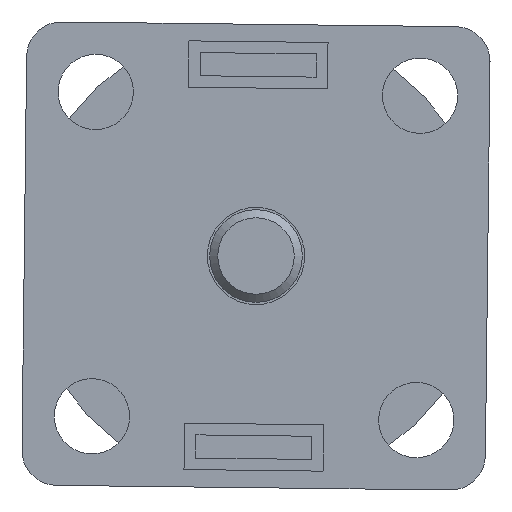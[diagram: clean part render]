
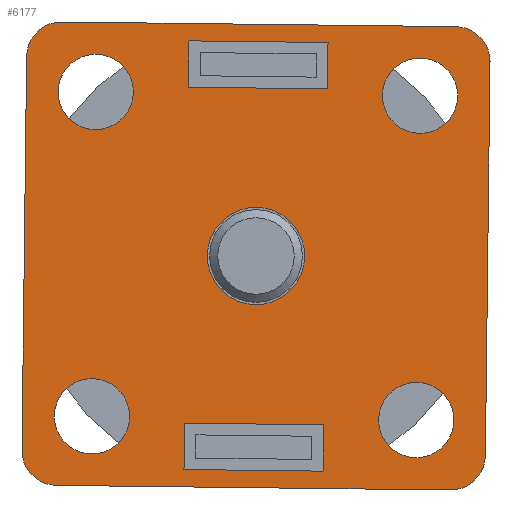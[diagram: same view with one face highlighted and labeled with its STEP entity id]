
A CAD part, front view. The second image highlights one B-rep face of the part: STEP entity #6177.
In plain terms, the highlighted face is planar.
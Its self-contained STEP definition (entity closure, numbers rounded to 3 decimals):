
#367=FACE_BOUND('',#1052,.T.);
#368=FACE_BOUND('',#1053,.T.);
#369=FACE_BOUND('',#1054,.T.);
#370=FACE_BOUND('',#1055,.T.);
#371=FACE_BOUND('',#1056,.T.);
#372=FACE_BOUND('',#1057,.T.);
#373=FACE_BOUND('',#1058,.T.);
#398=PLANE('',#6690);
#695=FACE_OUTER_BOUND('',#1051,.T.);
#1051=EDGE_LOOP('',(#4403,#4404,#4405,#4406,#4407,#4408,#4409,#4410));
#1052=EDGE_LOOP('',(#4411,#4412));
#1053=EDGE_LOOP('',(#4413,#4414));
#1054=EDGE_LOOP('',(#4415,#4416));
#1055=EDGE_LOOP('',(#4417,#4418));
#1056=EDGE_LOOP('',(#4419,#4420,#4421,#4422));
#1057=EDGE_LOOP('',(#4423,#4424,#4425,#4426));
#1058=EDGE_LOOP('',(#4427,#4428));
#1459=LINE('',#9299,#1920);
#1460=LINE('',#9303,#1921);
#1461=LINE('',#9307,#1922);
#1462=LINE('',#9311,#1923);
#1463=LINE('',#9315,#1924);
#1464=LINE('',#9317,#1925);
#1465=LINE('',#9319,#1926);
#1466=LINE('',#9320,#1927);
#1467=LINE('',#9323,#1928);
#1468=LINE('',#9325,#1929);
#1469=LINE('',#9327,#1930);
#1470=LINE('',#9328,#1931);
#1920=VECTOR('',#7452,1000.);
#1921=VECTOR('',#7455,1000.);
#1922=VECTOR('',#7458,1000.);
#1923=VECTOR('',#7461,1000.);
#1924=VECTOR('',#7464,1000.);
#1925=VECTOR('',#7465,1000.);
#1926=VECTOR('',#7466,1000.);
#1927=VECTOR('',#7467,1000.);
#1928=VECTOR('',#7468,1000.);
#1929=VECTOR('',#7469,1000.);
#1930=VECTOR('',#7470,1000.);
#1931=VECTOR('',#7471,1000.);
#2343=CIRCLE('',#6642,3.25);
#2344=CIRCLE('',#6643,3.25);
#2345=CIRCLE('',#6645,3.25);
#2346=CIRCLE('',#6646,3.25);
#2347=CIRCLE('',#6648,3.25);
#2348=CIRCLE('',#6649,3.25);
#2349=CIRCLE('',#6651,3.25);
#2350=CIRCLE('',#6652,3.25);
#2352=CIRCLE('',#6655,4.2);
#2353=CIRCLE('',#6656,4.2);
#2376=CIRCLE('',#6691,3.);
#2377=CIRCLE('',#6692,3.);
#2378=CIRCLE('',#6693,3.);
#2379=CIRCLE('',#6694,3.);
#2617=VERTEX_POINT('',#9101);
#2618=VERTEX_POINT('',#9103);
#2619=VERTEX_POINT('',#9107);
#2620=VERTEX_POINT('',#9109);
#2621=VERTEX_POINT('',#9113);
#2622=VERTEX_POINT('',#9115);
#2623=VERTEX_POINT('',#9119);
#2624=VERTEX_POINT('',#9121);
#2627=VERTEX_POINT('',#9128);
#2628=VERTEX_POINT('',#9130);
#2677=VERTEX_POINT('',#9297);
#2678=VERTEX_POINT('',#9298);
#2679=VERTEX_POINT('',#9300);
#2680=VERTEX_POINT('',#9302);
#2681=VERTEX_POINT('',#9304);
#2682=VERTEX_POINT('',#9306);
#2683=VERTEX_POINT('',#9308);
#2684=VERTEX_POINT('',#9310);
#2685=VERTEX_POINT('',#9313);
#2686=VERTEX_POINT('',#9314);
#2687=VERTEX_POINT('',#9316);
#2688=VERTEX_POINT('',#9318);
#2689=VERTEX_POINT('',#9321);
#2690=VERTEX_POINT('',#9322);
#2691=VERTEX_POINT('',#9324);
#2692=VERTEX_POINT('',#9326);
#3275=EDGE_CURVE('',#2617,#2618,#2343,.T.);
#3276=EDGE_CURVE('',#2618,#2617,#2344,.T.);
#3278=EDGE_CURVE('',#2619,#2620,#2345,.T.);
#3279=EDGE_CURVE('',#2620,#2619,#2346,.T.);
#3281=EDGE_CURVE('',#2621,#2622,#2347,.T.);
#3282=EDGE_CURVE('',#2622,#2621,#2348,.T.);
#3284=EDGE_CURVE('',#2623,#2624,#2349,.T.);
#3285=EDGE_CURVE('',#2624,#2623,#2350,.T.);
#3288=EDGE_CURVE('',#2628,#2627,#2352,.T.);
#3289=EDGE_CURVE('',#2627,#2628,#2353,.T.);
#3354=EDGE_CURVE('',#2677,#2678,#1459,.T.);
#3355=EDGE_CURVE('',#2677,#2679,#2376,.T.);
#3356=EDGE_CURVE('',#2680,#2679,#1460,.T.);
#3357=EDGE_CURVE('',#2680,#2681,#2377,.T.);
#3358=EDGE_CURVE('',#2682,#2681,#1461,.T.);
#3359=EDGE_CURVE('',#2682,#2683,#2378,.T.);
#3360=EDGE_CURVE('',#2684,#2683,#1462,.T.);
#3361=EDGE_CURVE('',#2684,#2678,#2379,.T.);
#3362=EDGE_CURVE('',#2685,#2686,#1463,.T.);
#3363=EDGE_CURVE('',#2687,#2685,#1464,.T.);
#3364=EDGE_CURVE('',#2688,#2687,#1465,.T.);
#3365=EDGE_CURVE('',#2686,#2688,#1466,.T.);
#3366=EDGE_CURVE('',#2689,#2690,#1467,.T.);
#3367=EDGE_CURVE('',#2690,#2691,#1468,.T.);
#3368=EDGE_CURVE('',#2691,#2692,#1469,.T.);
#3369=EDGE_CURVE('',#2692,#2689,#1470,.T.);
#4403=ORIENTED_EDGE('',*,*,#3354,.F.);
#4404=ORIENTED_EDGE('',*,*,#3355,.T.);
#4405=ORIENTED_EDGE('',*,*,#3356,.F.);
#4406=ORIENTED_EDGE('',*,*,#3357,.T.);
#4407=ORIENTED_EDGE('',*,*,#3358,.F.);
#4408=ORIENTED_EDGE('',*,*,#3359,.T.);
#4409=ORIENTED_EDGE('',*,*,#3360,.F.);
#4410=ORIENTED_EDGE('',*,*,#3361,.T.);
#4411=ORIENTED_EDGE('',*,*,#3285,.F.);
#4412=ORIENTED_EDGE('',*,*,#3284,.F.);
#4413=ORIENTED_EDGE('',*,*,#3282,.F.);
#4414=ORIENTED_EDGE('',*,*,#3281,.F.);
#4415=ORIENTED_EDGE('',*,*,#3279,.F.);
#4416=ORIENTED_EDGE('',*,*,#3278,.F.);
#4417=ORIENTED_EDGE('',*,*,#3276,.F.);
#4418=ORIENTED_EDGE('',*,*,#3275,.F.);
#4419=ORIENTED_EDGE('',*,*,#3362,.F.);
#4420=ORIENTED_EDGE('',*,*,#3363,.F.);
#4421=ORIENTED_EDGE('',*,*,#3364,.F.);
#4422=ORIENTED_EDGE('',*,*,#3365,.F.);
#4423=ORIENTED_EDGE('',*,*,#3366,.T.);
#4424=ORIENTED_EDGE('',*,*,#3367,.T.);
#4425=ORIENTED_EDGE('',*,*,#3368,.T.);
#4426=ORIENTED_EDGE('',*,*,#3369,.T.);
#4427=ORIENTED_EDGE('',*,*,#3288,.T.);
#4428=ORIENTED_EDGE('',*,*,#3289,.T.);
#6177=ADVANCED_FACE('',(#695,#367,#368,#369,#370,#371,#372,#373),#398,.T.);
#6642=AXIS2_PLACEMENT_3D('',#9104,#7322,#7323);
#6643=AXIS2_PLACEMENT_3D('',#9105,#7324,#7325);
#6645=AXIS2_PLACEMENT_3D('',#9110,#7329,#7330);
#6646=AXIS2_PLACEMENT_3D('',#9111,#7331,#7332);
#6648=AXIS2_PLACEMENT_3D('',#9116,#7336,#7337);
#6649=AXIS2_PLACEMENT_3D('',#9117,#7338,#7339);
#6651=AXIS2_PLACEMENT_3D('',#9122,#7343,#7344);
#6652=AXIS2_PLACEMENT_3D('',#9123,#7345,#7346);
#6655=AXIS2_PLACEMENT_3D('',#9131,#7352,#7353);
#6656=AXIS2_PLACEMENT_3D('',#9132,#7354,#7355);
#6690=AXIS2_PLACEMENT_3D('',#9296,#7450,#7451);
#6691=AXIS2_PLACEMENT_3D('',#9301,#7453,#7454);
#6692=AXIS2_PLACEMENT_3D('',#9305,#7456,#7457);
#6693=AXIS2_PLACEMENT_3D('',#9309,#7459,#7460);
#6694=AXIS2_PLACEMENT_3D('',#9312,#7462,#7463);
#7322=DIRECTION('center_axis',(0.,0.,-1.));
#7323=DIRECTION('ref_axis',(-1.,0.,0.));
#7324=DIRECTION('center_axis',(0.,0.,-1.));
#7325=DIRECTION('ref_axis',(-1.,0.,0.));
#7329=DIRECTION('center_axis',(0.,0.,-1.));
#7330=DIRECTION('ref_axis',(-1.,0.,0.));
#7331=DIRECTION('center_axis',(0.,0.,-1.));
#7332=DIRECTION('ref_axis',(-1.,0.,0.));
#7336=DIRECTION('center_axis',(0.,0.,-1.));
#7337=DIRECTION('ref_axis',(-1.,0.,0.));
#7338=DIRECTION('center_axis',(0.,0.,-1.));
#7339=DIRECTION('ref_axis',(-1.,0.,0.));
#7343=DIRECTION('center_axis',(0.,0.,-1.));
#7344=DIRECTION('ref_axis',(-1.,0.,0.));
#7345=DIRECTION('center_axis',(0.,0.,-1.));
#7346=DIRECTION('ref_axis',(-1.,0.,0.));
#7352=DIRECTION('center_axis',(0.,0.,1.));
#7353=DIRECTION('ref_axis',(1.,0.,0.));
#7354=DIRECTION('center_axis',(0.,0.,1.));
#7355=DIRECTION('ref_axis',(1.,0.,0.));
#7450=DIRECTION('center_axis',(0.,0.,-1.));
#7451=DIRECTION('ref_axis',(-1.,0.,0.));
#7452=DIRECTION('',(0.,1.,0.));
#7453=DIRECTION('center_axis',(0.,0.,-1.));
#7454=DIRECTION('ref_axis',(-1.,0.,0.));
#7455=DIRECTION('',(1.,0.,0.));
#7456=DIRECTION('center_axis',(0.,0.,-1.));
#7457=DIRECTION('ref_axis',(-1.,0.,0.));
#7458=DIRECTION('',(0.,-1.,0.));
#7459=DIRECTION('center_axis',(0.,0.,-1.));
#7460=DIRECTION('ref_axis',(-1.,0.,0.));
#7461=DIRECTION('',(-1.,0.,0.));
#7462=DIRECTION('center_axis',(0.,0.,-1.));
#7463=DIRECTION('ref_axis',(-1.,0.,0.));
#7464=DIRECTION('',(1.,0.,0.));
#7465=DIRECTION('',(0.,1.,0.));
#7466=DIRECTION('',(-1.,0.,0.));
#7467=DIRECTION('',(0.,-1.,0.));
#7468=DIRECTION('',(0.,-1.,0.));
#7469=DIRECTION('',(1.,0.,0.));
#7470=DIRECTION('',(0.,1.,0.));
#7471=DIRECTION('',(-1.,0.,0.));
#9101=CARTESIAN_POINT('',(17.25,-14.,0.));
#9103=CARTESIAN_POINT('',(10.75,-14.,0.));
#9104=CARTESIAN_POINT('Origin',(14.,-14.,0.));
#9105=CARTESIAN_POINT('Origin',(14.,-14.,0.));
#9107=CARTESIAN_POINT('',(-10.75,-14.,0.));
#9109=CARTESIAN_POINT('',(-17.25,-14.,0.));
#9110=CARTESIAN_POINT('Origin',(-14.,-14.,0.));
#9111=CARTESIAN_POINT('Origin',(-14.,-14.,0.));
#9113=CARTESIAN_POINT('',(-10.75,14.,0.));
#9115=CARTESIAN_POINT('',(-17.25,14.,0.));
#9116=CARTESIAN_POINT('Origin',(-14.,14.,0.));
#9117=CARTESIAN_POINT('Origin',(-14.,14.,0.));
#9119=CARTESIAN_POINT('',(17.25,14.,0.));
#9121=CARTESIAN_POINT('',(10.75,14.,0.));
#9122=CARTESIAN_POINT('Origin',(14.,14.,0.));
#9123=CARTESIAN_POINT('Origin',(14.,14.,0.));
#9128=CARTESIAN_POINT('',(4.2,0.,0.));
#9130=CARTESIAN_POINT('',(-4.2,0.,0.));
#9131=CARTESIAN_POINT('Origin',(0.,0.,0.));
#9132=CARTESIAN_POINT('Origin',(0.,0.,0.));
#9296=CARTESIAN_POINT('Origin',(-20.,20.,0.));
#9297=CARTESIAN_POINT('',(20.,-17.,0.));
#9298=CARTESIAN_POINT('',(20.,17.,0.));
#9299=CARTESIAN_POINT('',(20.,-20.,0.));
#9300=CARTESIAN_POINT('',(17.,-20.,0.));
#9301=CARTESIAN_POINT('Origin',(17.,-17.,0.));
#9302=CARTESIAN_POINT('',(-17.,-20.,0.));
#9303=CARTESIAN_POINT('',(-20.,-20.,0.));
#9304=CARTESIAN_POINT('',(-20.,-17.,0.));
#9305=CARTESIAN_POINT('Origin',(-17.,-17.,0.));
#9306=CARTESIAN_POINT('',(-20.,17.,0.));
#9307=CARTESIAN_POINT('',(-20.,-20.,0.));
#9308=CARTESIAN_POINT('',(-17.,20.,0.));
#9309=CARTESIAN_POINT('Origin',(-17.,17.,0.));
#9310=CARTESIAN_POINT('',(17.,20.,0.));
#9311=CARTESIAN_POINT('',(-20.,20.,0.));
#9312=CARTESIAN_POINT('Origin',(17.,17.,0.));
#9313=CARTESIAN_POINT('',(-6.,18.5,0.));
#9314=CARTESIAN_POINT('',(6.,18.5,0.));
#9315=CARTESIAN_POINT('',(6.,18.5,0.));
#9316=CARTESIAN_POINT('',(-6.,14.5,0.));
#9317=CARTESIAN_POINT('',(-6.,18.5,0.));
#9318=CARTESIAN_POINT('',(6.,14.5,0.));
#9319=CARTESIAN_POINT('',(6.,14.5,0.));
#9320=CARTESIAN_POINT('',(6.,18.5,0.));
#9321=CARTESIAN_POINT('',(-6.,-14.5,0.));
#9322=CARTESIAN_POINT('',(-6.,-18.5,0.));
#9323=CARTESIAN_POINT('',(-6.,-18.5,0.));
#9324=CARTESIAN_POINT('',(6.,-18.5,0.));
#9325=CARTESIAN_POINT('',(6.,-18.5,0.));
#9326=CARTESIAN_POINT('',(6.,-14.5,0.));
#9327=CARTESIAN_POINT('',(6.,-18.5,0.));
#9328=CARTESIAN_POINT('',(6.,-14.5,0.));
